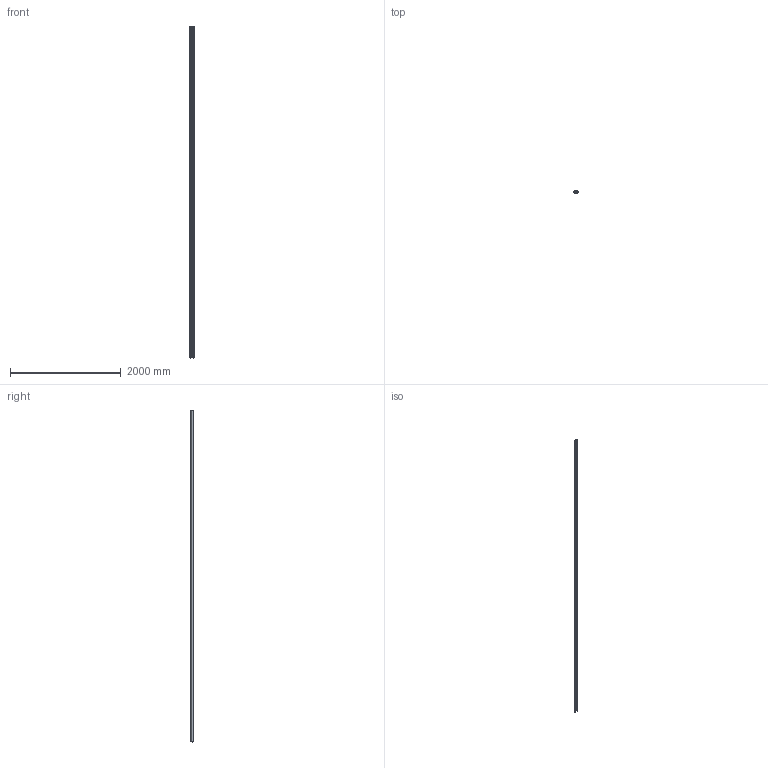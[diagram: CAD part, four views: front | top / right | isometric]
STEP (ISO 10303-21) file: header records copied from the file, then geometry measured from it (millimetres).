
FILE_DESCRIPTION (( 'STEP AP203' ), '1' );
FILE_NAME ('60332-240-R.step', '2022-06-27T14:59:35', ( '' ), ( '' ), 'SwSTEP 2.0', 'SolidWorks 2018', '' );
FILE_SCHEMA (( 'CONFIG_CONTROL_DESIGN' ));
Length unit declared in the file: millimetre
Products named in the file (1): 60332-240-R
Bounding box: 79.8 x 37.54 x 6000 mm (x, y, z)
Volume: 2187698.5 mm3; surface area: 2865066.8 mm2
Topology: 1 solids, 1 shells, 315 faces, 855 edges, 570 vertices
Faces by surface type: plane 165, bspline 142, cylinder 8
Entity records: 16999 total; most frequent: CARTESIAN_POINT 9931, ORIENTED_EDGE 1710, DIRECTION 935, EDGE_CURVE 855, VERTEX_POINT 570, LINE 555, VECTOR 555, EDGE_LOOP 345
